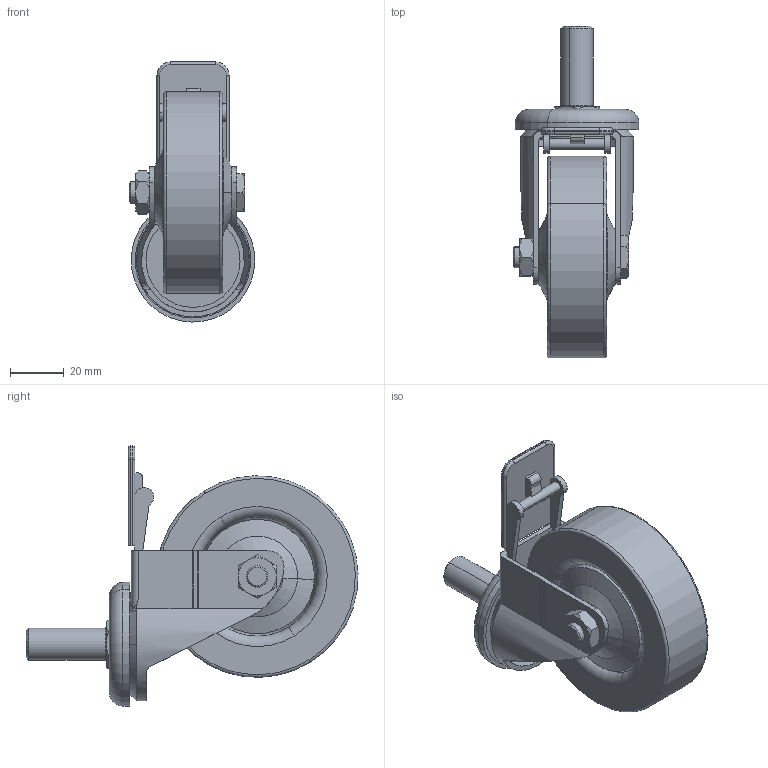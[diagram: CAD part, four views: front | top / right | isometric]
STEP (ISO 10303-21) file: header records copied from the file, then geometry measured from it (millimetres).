
FILE_DESCRIPTION (( 'STEP AP214' ), '1' );
FILE_NAME ('SNSD.30.53.08. Êîëåñî ñ òîðìîçîì O75 M12x30(D78).STEP', '2015-12-21T09:55:40', ( '' ), ( '' ), 'SwSTEP 2.0', 'SolidWorks 2014', '' );
FILE_SCHEMA (( 'AUTOMOTIVE_DESIGN' ));
Length unit declared in the file: millimetre
Products named in the file (14): SNSD.30.50.71. 扻錼勷(H51)23e; SNSD.30.50.71. Îïîðà(H51)H5023e; SNSD.30.53.08. Êîëåñî ñ òîðìîçîì O75  M12x30(D78); SNSD.30.50.71. Ïîäïèøïèêîâûé óçåë(H51)23e_00; SNSD.30.50.71. 青蜞(H51)23e_00; SNSD.30.50.71. Ãàéêà(H51)23e_00; SNSD.30.50.71. 鍔錓(H51)23e_00; SNSD.30.50.71. 扻錼勷(H51)23e_00; SNSD.30.50.71. Îïîðà(H51)H5023e_00; SNSD.30.50.71. Ïîäïèøïèêîâûé óçåë(H51)23e; SNSD.30.50.71. 青蜞(H51)23e; SNSD.30.50.71. Ãàéêà(H51)23e; SNSD.30.50.71. 鍔錓(H51)23e
Assembly tree (7 placements, depth 2):
  SNSD.30.50.71. 扻錼勷(H51)23e
  SNSD.30.50.71. Îïîðà(H51)H5023e
  SNSD.30.53.08. Êîëåñî ñ òîðìîçîì O75  M12x30(D78)
    SNSD.30.50.71. Îïîðà(H51)H5023e_00
    SNSD.30.50.71. 扻錼勷(H51)23e_00
    SNSD.30.50.71. 鍔錓(H51)23e_00
    SNSD.30.50.71. Ãàéêà(H51)23e_00
    SNSD.30.50.71. 青蜞(H51)23e_00  x2
    SNSD.30.50.71. Ïîäïèøïèêîâûé óçåë(H51)23e_00
  SNSD.30.50.71. Ïîäïèøïèêîâûé óçåë(H51)23e
  SNSD.30.50.71. 青蜞(H51)23e
Bounding box: 46.74 x 123.48 x 96.77 mm (x, y, z)
Volume: 109899.7 mm3; surface area: 47995.7 mm2
Topology: 7 solids, 7 shells, 244 faces, 595 edges, 376 vertices
Faces by surface type: plane 87, cylinder 76, cone 54, torus 25, bspline 2
Entity records: 8156 total; most frequent: CARTESIAN_POINT 1799, DIRECTION 1187, ORIENTED_EDGE 1122, EDGE_CURVE 561, AXIS2_PLACEMENT_3D 470, VERTEX_POINT 356, EDGE_LOOP 255, VECTOR 247
